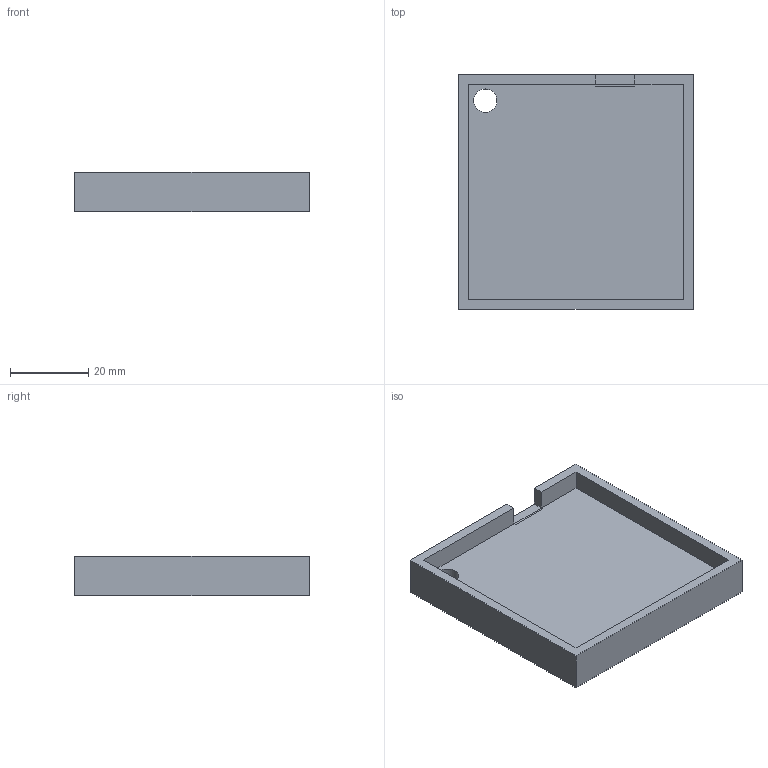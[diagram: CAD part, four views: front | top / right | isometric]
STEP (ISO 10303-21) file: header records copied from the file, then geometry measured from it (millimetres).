
FILE_DESCRIPTION(('FreeCAD Model'),'2;1');
FILE_NAME('Open CASCADE Shape Model','2023-10-19T12:20:50',('Author'),( ''),'Open CASCADE STEP processor 7.6','FreeCAD','Unknown');
FILE_SCHEMA(('AUTOMOTIVE_DESIGN { 1 0 10303 214 1 1 1 1 }'));
Length unit declared in the file: millimetre
Products named in the file (1): Body
Bounding box: 60 x 60 x 10 mm (x, y, z)
Volume: 20608.6 mm3; surface area: 10662.7 mm2
Topology: 1 solids, 1 shells, 17 faces, 43 edges, 28 vertices
Faces by surface type: plane 16, cylinder 1
Full cylindrical faces by diameter (mm): 6 x1
Entity records: 529 total; most frequent: CARTESIAN_POINT 89, ORIENTED_EDGE 86, DIRECTION 81, EDGE_CURVE 43, LINE 41, VECTOR 41, VERTEX_POINT 28, AXIS2_PLACEMENT_3D 20
